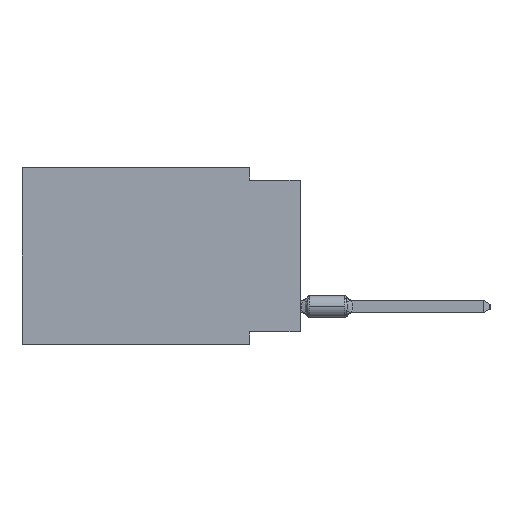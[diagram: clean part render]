
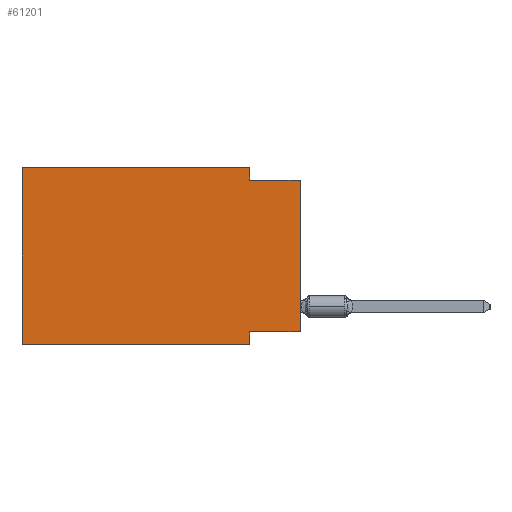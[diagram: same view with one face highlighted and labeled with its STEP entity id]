
A CAD part, left-side view. The second image highlights one B-rep face of the part: STEP entity #61201.
In plain terms, the highlighted planar face has unit normal (-1, 0, 0).
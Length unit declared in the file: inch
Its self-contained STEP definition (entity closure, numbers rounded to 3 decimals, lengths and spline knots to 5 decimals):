
#139 = CARTESIAN_POINT ( 'NONE',  ( 0., 0.55, 0. ) ) ;
#555 = LINE ( 'NONE', #139, #56432 ) ;
#1546 = VERTEX_POINT ( 'NONE', #42436 ) ;
#2163 = DIRECTION ( 'NONE',  ( 0., -1., 0. ) ) ;
#3092 = AXIS2_PLACEMENT_3D ( 'NONE', #16604, #55462, #60582 ) ;
#3224 = VECTOR ( 'NONE', #78896, 39.37008 ) ;
#3491 = CARTESIAN_POINT ( 'NONE',  ( 0., 0.55, -0.35 ) ) ;
#5449 = VERTEX_POINT ( 'NONE', #38951 ) ;
#7808 = CARTESIAN_POINT ( 'NONE',  ( 0., 0.55, 0. ) ) ;
#8441 = LINE ( 'NONE', #26824, #17580 ) ;
#14829 = CARTESIAN_POINT ( 'NONE',  ( 0., 0., -0.325 ) ) ;
#14925 = FACE_OUTER_BOUND ( 'NONE', #40837, .T. ) ;
#14932 = ORIENTED_EDGE ( 'NONE', *, *, #60029, .F. ) ;
#15531 = EDGE_CURVE ( 'NONE', #42138, #81114, #8441, .T. ) ;
#16604 = CARTESIAN_POINT ( 'NONE',  ( 0., 0.55, 0. ) ) ;
#17580 = VECTOR ( 'NONE', #72109, 39.37008 ) ;
#19295 = LINE ( 'NONE', #45336, #52110 ) ;
#19606 = VERTEX_POINT ( 'NONE', #63404 ) ;
#20177 = EDGE_CURVE ( 'NONE', #19606, #1546, #80338, .T. ) ;
#20786 = VECTOR ( 'NONE', #2163, 39.37008 ) ;
#22401 = EDGE_CURVE ( 'NONE', #69577, #5449, #555, .T. ) ;
#22520 = DIRECTION ( 'NONE',  ( 0., 0., 1. ) ) ;
#23382 = CARTESIAN_POINT ( 'NONE',  ( 0., 0., 0. ) ) ;
#23423 = EDGE_CURVE ( 'NONE', #42138, #1546, #80623, .T. ) ;
#23490 = ORIENTED_EDGE ( 'NONE', *, *, #23423, .T. ) ;
#24601 = VECTOR ( 'NONE', #49158, 39.37008 ) ;
#25165 = CARTESIAN_POINT ( 'NONE',  ( 0., 0.1, -0.325 ) ) ;
#26600 = DIRECTION ( 'NONE',  ( 0., -1., 0. ) ) ;
#26824 = CARTESIAN_POINT ( 'NONE',  ( 0., 0., -0.325 ) ) ;
#26931 = ORIENTED_EDGE ( 'NONE', *, *, #15531, .F. ) ;
#35954 = LINE ( 'NONE', #3491, #70592 ) ;
#37749 = CARTESIAN_POINT ( 'NONE',  ( 0., 0.55, -0.35 ) ) ;
#38951 = CARTESIAN_POINT ( 'NONE',  ( 0., 0.1, 0. ) ) ;
#40837 = EDGE_LOOP ( 'NONE', ( #23490, #72774, #62582, #65405, #49552, #63227, #14932, #26931 ) ) ;
#40964 = PLANE ( 'NONE',  #3092 ) ;
#42138 = VERTEX_POINT ( 'NONE', #14829 ) ;
#42436 = CARTESIAN_POINT ( 'NONE',  ( 0., 0., -0.025 ) ) ;
#43905 = VERTEX_POINT ( 'NONE', #37749 ) ;
#45336 = CARTESIAN_POINT ( 'NONE',  ( 0., 0.1, 0. ) ) ;
#47460 = LINE ( 'NONE', #54299, #24601 ) ;
#47540 = VERTEX_POINT ( 'NONE', #79962 ) ;
#49158 = DIRECTION ( 'NONE',  ( 0., 0., 1. ) ) ;
#49552 = ORIENTED_EDGE ( 'NONE', *, *, #79027, .F. ) ;
#52110 = VECTOR ( 'NONE', #71375, 39.37008 ) ;
#53650 = CARTESIAN_POINT ( 'NONE',  ( 0., 0.1, -0.35 ) ) ;
#54299 = CARTESIAN_POINT ( 'NONE',  ( 0., 0.55, 0. ) ) ;
#55462 = DIRECTION ( 'NONE',  ( 1., 0., 0. ) ) ;
#55603 = DIRECTION ( 'NONE',  ( 0., -1., 0. ) ) ;
#56432 = VECTOR ( 'NONE', #26600, 39.37008 ) ;
#59406 = CARTESIAN_POINT ( 'NONE',  ( 0., 0., -0.025 ) ) ;
#59649 = LINE ( 'NONE', #53650, #3224 ) ;
#60029 = EDGE_CURVE ( 'NONE', #81114, #47540, #59649, .T. ) ;
#60582 = DIRECTION ( 'NONE',  ( 0., 0., -1. ) ) ;
#61201 = ADVANCED_FACE ( 'NONE', ( #14925 ), #40964, .F. ) ;
#62582 = ORIENTED_EDGE ( 'NONE', *, *, #81988, .F. ) ;
#63227 = ORIENTED_EDGE ( 'NONE', *, *, #67664, .T. ) ;
#63404 = CARTESIAN_POINT ( 'NONE',  ( 0., 0.1, -0.025 ) ) ;
#65405 = ORIENTED_EDGE ( 'NONE', *, *, #22401, .F. ) ;
#67664 = EDGE_CURVE ( 'NONE', #43905, #47540, #35954, .T. ) ;
#69577 = VERTEX_POINT ( 'NONE', #7808 ) ;
#70592 = VECTOR ( 'NONE', #55603, 39.37008 ) ;
#71375 = DIRECTION ( 'NONE',  ( 0., 0., -1. ) ) ;
#72109 = DIRECTION ( 'NONE',  ( 0., 1., 0. ) ) ;
#72774 = ORIENTED_EDGE ( 'NONE', *, *, #20177, .F. ) ;
#78896 = DIRECTION ( 'NONE',  ( 0., 0., -1. ) ) ;
#79027 = EDGE_CURVE ( 'NONE', #43905, #69577, #47460, .T. ) ;
#79962 = CARTESIAN_POINT ( 'NONE',  ( 0., 0.1, -0.35 ) ) ;
#80338 = LINE ( 'NONE', #59406, #20786 ) ;
#80623 = LINE ( 'NONE', #23382, #82478 ) ;
#81114 = VERTEX_POINT ( 'NONE', #25165 ) ;
#81988 = EDGE_CURVE ( 'NONE', #5449, #19606, #19295, .T. ) ;
#82478 = VECTOR ( 'NONE', #22520, 39.37008 ) ;
